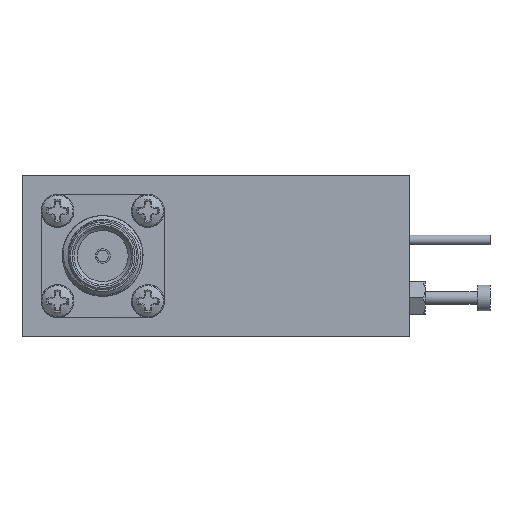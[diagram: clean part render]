
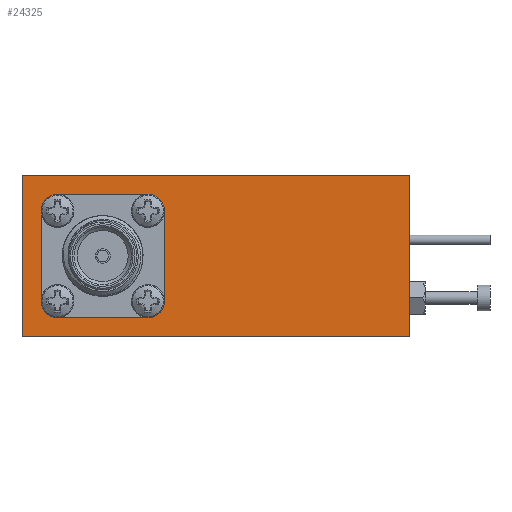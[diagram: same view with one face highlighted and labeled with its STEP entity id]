
A CAD part, front view. The second image highlights one B-rep face of the part: STEP entity #24325.
In plain terms, the highlighted planar face has unit normal (0, -1, 0).
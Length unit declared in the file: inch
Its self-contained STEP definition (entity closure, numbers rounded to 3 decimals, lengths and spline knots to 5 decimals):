
#600 = ORIENTED_EDGE ( 'NONE', *, *, #3648, .T. ) ;
#625 = DIRECTION ( 'NONE',  ( 0., 1., 0. ) ) ;
#795 = CARTESIAN_POINT ( 'NONE',  ( -0.6, -0.315, 0.25 ) ) ;
#2529 = EDGE_CURVE ( 'NONE', #26152, #33793, #28891, .T. ) ;
#2899 = VECTOR ( 'NONE', #32038, 39.37008 ) ;
#3287 = ORIENTED_EDGE ( 'NONE', *, *, #6540, .T. ) ;
#3547 = CARTESIAN_POINT ( 'NONE',  ( -0.16, -0.315, 0.14 ) ) ;
#3648 = EDGE_CURVE ( 'NONE', #29335, #18311, #30603, .T. ) ;
#3675 = LINE ( 'NONE', #31675, #2899 ) ;
#3749 = DIRECTION ( 'NONE',  ( 0., 1., 0. ) ) ;
#3832 = VERTEX_POINT ( 'NONE', #15140 ) ;
#4325 = LINE ( 'NONE', #4675, #18443 ) ;
#4612 = EDGE_CURVE ( 'NONE', #26826, #33748, #23391, .T. ) ;
#4633 = VECTOR ( 'NONE', #31623, 39.37008 ) ;
#4675 = CARTESIAN_POINT ( 'NONE',  ( 0.6, -0.315, 0.25 ) ) ;
#4833 = DIRECTION ( 'NONE',  ( 1., 0., 0. ) ) ;
#4974 = CARTESIAN_POINT ( 'NONE',  ( -0.21, -0.315, -0.19 ) ) ;
#5118 = LINE ( 'NONE', #10830, #29580 ) ;
#5416 = ORIENTED_EDGE ( 'NONE', *, *, #11037, .F. ) ;
#5476 = DIRECTION ( 'NONE',  ( 0., 0., 1. ) ) ;
#5974 = DIRECTION ( 'NONE',  ( 1., 0., 0. ) ) ;
#6540 = EDGE_CURVE ( 'NONE', #17580, #35419, #14744, .T. ) ;
#7349 = CARTESIAN_POINT ( 'NONE',  ( -0.6, -0.315, 0.25 ) ) ;
#7412 = DIRECTION ( 'NONE',  ( 0., 1., 0. ) ) ;
#7543 = AXIS2_PLACEMENT_3D ( 'NONE', #29888, #7602, #15876 ) ;
#7602 = DIRECTION ( 'NONE',  ( 0., 1., 0. ) ) ;
#7650 = LINE ( 'NONE', #32897, #24609 ) ;
#7967 = CARTESIAN_POINT ( 'NONE',  ( -0.21, -0.315, -0.14 ) ) ;
#8148 = ORIENTED_EDGE ( 'NONE', *, *, #4612, .T. ) ;
#8337 = EDGE_CURVE ( 'NONE', #17580, #33748, #7650, .T. ) ;
#8457 = ORIENTED_EDGE ( 'NONE', *, *, #8890, .F. ) ;
#8890 = EDGE_CURVE ( 'NONE', #26152, #18311, #17775, .T. ) ;
#9657 = EDGE_CURVE ( 'NONE', #29335, #35419, #5118, .T. ) ;
#9916 = AXIS2_PLACEMENT_3D ( 'NONE', #795, #28961, #5476 ) ;
#9992 = AXIS2_PLACEMENT_3D ( 'NONE', #33802, #625, #5974 ) ;
#10312 = EDGE_CURVE ( 'NONE', #3832, #26871, #19380, .T. ) ;
#10655 = DIRECTION ( 'NONE',  ( 1., 0., 0. ) ) ;
#10830 = CARTESIAN_POINT ( 'NONE',  ( -0.16, -0.315, 0.19 ) ) ;
#11037 = EDGE_CURVE ( 'NONE', #21841, #26871, #4325, .T. ) ;
#11176 = CARTESIAN_POINT ( 'NONE',  ( -0.49, -0.315, 0.14 ) ) ;
#11275 = CARTESIAN_POINT ( 'NONE',  ( -0.6, -0.315, -0.25 ) ) ;
#11354 = VECTOR ( 'NONE', #19192, 39.37008 ) ;
#11676 = CARTESIAN_POINT ( 'NONE',  ( 0.6, -0.315, -0.25 ) ) ;
#11829 = CARTESIAN_POINT ( 'NONE',  ( -0.54, -0.315, -0.14 ) ) ;
#12295 = CARTESIAN_POINT ( 'NONE',  ( 0.6, -0.315, 0.25 ) ) ;
#12992 = AXIS2_PLACEMENT_3D ( 'NONE', #7967, #7412, #4833 ) ;
#14126 = DIRECTION ( 'NONE',  ( -1., 0., 0. ) ) ;
#14744 = CIRCLE ( 'NONE', #27085, 0.05 ) ;
#15140 = CARTESIAN_POINT ( 'NONE',  ( -0.6, -0.315, -0.25 ) ) ;
#15226 = ORIENTED_EDGE ( 'NONE', *, *, #15513, .T. ) ;
#15508 = VECTOR ( 'NONE', #10655, 39.37008 ) ;
#15513 = EDGE_CURVE ( 'NONE', #35979, #3832, #15763, .T. ) ;
#15763 = LINE ( 'NONE', #27016, #33707 ) ;
#15876 = DIRECTION ( 'NONE',  ( 1., 0., 0. ) ) ;
#16712 = DIRECTION ( 'NONE',  ( 1., 0., 0. ) ) ;
#17580 = VERTEX_POINT ( 'NONE', #32811 ) ;
#17775 = LINE ( 'NONE', #34208, #4633 ) ;
#17935 = EDGE_CURVE ( 'NONE', #35979, #21841, #21881, .T. ) ;
#18311 = VERTEX_POINT ( 'NONE', #3547 ) ;
#18443 = VECTOR ( 'NONE', #26778, 39.37008 ) ;
#18503 = DIRECTION ( 'NONE',  ( 0., 0., -1. ) ) ;
#19192 = DIRECTION ( 'NONE',  ( 1., 0., 0. ) ) ;
#19380 = LINE ( 'NONE', #11275, #11354 ) ;
#19823 = FACE_BOUND ( 'NONE', #21125, .T. ) ;
#20480 = FACE_OUTER_BOUND ( 'NONE', #23102, .T. ) ;
#20881 = CARTESIAN_POINT ( 'NONE',  ( -0.21, -0.315, 0.19 ) ) ;
#21125 = EDGE_LOOP ( 'NONE', ( #8457, #23510, #24232, #8148, #25291, #3287, #34151, #600 ) ) ;
#21841 = VERTEX_POINT ( 'NONE', #12295 ) ;
#21881 = LINE ( 'NONE', #7349, #15508 ) ;
#21893 = EDGE_CURVE ( 'NONE', #26826, #33793, #3675, .T. ) ;
#23102 = EDGE_LOOP ( 'NONE', ( #29879, #5416, #25113, #15226 ) ) ;
#23245 = CARTESIAN_POINT ( 'NONE',  ( -0.6, -0.315, 0.25 ) ) ;
#23253 = CARTESIAN_POINT ( 'NONE',  ( -0.49, -0.315, -0.19 ) ) ;
#23391 = CIRCLE ( 'NONE', #7543, 0.05 ) ;
#23510 = ORIENTED_EDGE ( 'NONE', *, *, #2529, .T. ) ;
#24232 = ORIENTED_EDGE ( 'NONE', *, *, #21893, .F. ) ;
#24325 = ADVANCED_FACE ( 'NONE', ( #19823, #20480 ), #27759, .F. ) ;
#24609 = VECTOR ( 'NONE', #18503, 39.37008 ) ;
#25113 = ORIENTED_EDGE ( 'NONE', *, *, #17935, .F. ) ;
#25291 = ORIENTED_EDGE ( 'NONE', *, *, #8337, .F. ) ;
#26152 = VERTEX_POINT ( 'NONE', #29160 ) ;
#26778 = DIRECTION ( 'NONE',  ( 0., 0., -1. ) ) ;
#26826 = VERTEX_POINT ( 'NONE', #23253 ) ;
#26871 = VERTEX_POINT ( 'NONE', #11676 ) ;
#27016 = CARTESIAN_POINT ( 'NONE',  ( -0.6, -0.315, 0.25 ) ) ;
#27085 = AXIS2_PLACEMENT_3D ( 'NONE', #11176, #3749, #16712 ) ;
#27269 = CARTESIAN_POINT ( 'NONE',  ( -0.49, -0.315, 0.19 ) ) ;
#27759 = PLANE ( 'NONE',  #9916 ) ;
#28891 = CIRCLE ( 'NONE', #12992, 0.05 ) ;
#28961 = DIRECTION ( 'NONE',  ( 0., 1., 0. ) ) ;
#29160 = CARTESIAN_POINT ( 'NONE',  ( -0.16, -0.315, -0.14 ) ) ;
#29335 = VERTEX_POINT ( 'NONE', #20881 ) ;
#29580 = VECTOR ( 'NONE', #14126, 39.37008 ) ;
#29879 = ORIENTED_EDGE ( 'NONE', *, *, #10312, .T. ) ;
#29888 = CARTESIAN_POINT ( 'NONE',  ( -0.49, -0.315, -0.14 ) ) ;
#30603 = CIRCLE ( 'NONE', #9992, 0.05 ) ;
#31623 = DIRECTION ( 'NONE',  ( 0., 0., 1. ) ) ;
#31675 = CARTESIAN_POINT ( 'NONE',  ( -0.16, -0.315, -0.19 ) ) ;
#32038 = DIRECTION ( 'NONE',  ( 1., 0., 0. ) ) ;
#32550 = DIRECTION ( 'NONE',  ( 0., 0., -1. ) ) ;
#32811 = CARTESIAN_POINT ( 'NONE',  ( -0.54, -0.315, 0.14 ) ) ;
#32897 = CARTESIAN_POINT ( 'NONE',  ( -0.54, -0.315, 0.19 ) ) ;
#33707 = VECTOR ( 'NONE', #32550, 39.37008 ) ;
#33748 = VERTEX_POINT ( 'NONE', #11829 ) ;
#33793 = VERTEX_POINT ( 'NONE', #4974 ) ;
#33802 = CARTESIAN_POINT ( 'NONE',  ( -0.21, -0.315, 0.14 ) ) ;
#34151 = ORIENTED_EDGE ( 'NONE', *, *, #9657, .F. ) ;
#34208 = CARTESIAN_POINT ( 'NONE',  ( -0.16, -0.315, 0.19 ) ) ;
#35419 = VERTEX_POINT ( 'NONE', #27269 ) ;
#35979 = VERTEX_POINT ( 'NONE', #23245 ) ;
